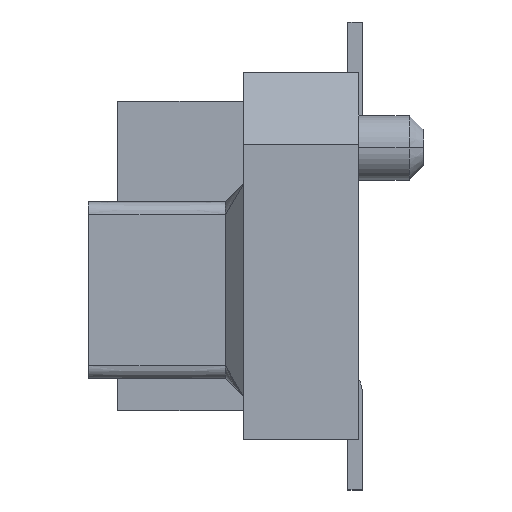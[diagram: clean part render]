
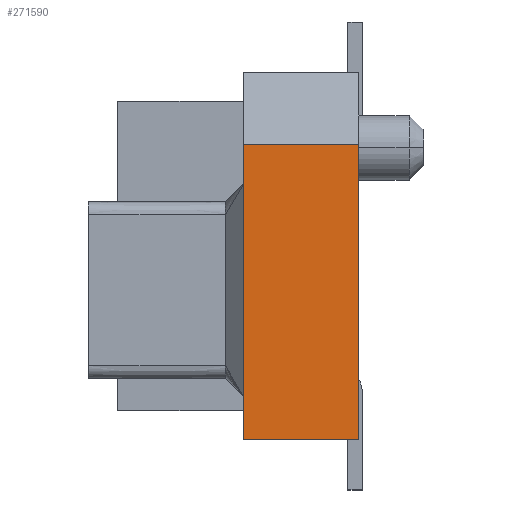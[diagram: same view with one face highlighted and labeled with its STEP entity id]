
A CAD part, left-side view. The second image highlights one B-rep face of the part: STEP entity #271590.
In plain terms, the highlighted planar face has unit normal (-1, 0, 0).
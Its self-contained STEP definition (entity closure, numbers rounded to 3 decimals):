
#112000=CARTESIAN_POINT('',(12.,-1.,-2.55));
#112010=VERTEX_POINT('',#112000);
#112040=CARTESIAN_POINT('',(12.,-1.,0.));
#112050=DIRECTION('',(0.,0.,1.));
#112060=VECTOR('',#112050,1.);
#112070=LINE('',#112040,#112060);
#112080=CARTESIAN_POINT('',(12.,-1.,1.55));
#112090=VERTEX_POINT('',#112080);
#112100=EDGE_CURVE('',#112010,#112090,#112070,.T.);
#190630=CARTESIAN_POINT('',(12.,0.6,1.55));
#190640=VERTEX_POINT('',#190630);
#190670=CARTESIAN_POINT('',(12.,0.6,0.));
#190680=DIRECTION('',(0.,0.,-1.));
#190690=VECTOR('',#190680,1.);
#190700=LINE('',#190670,#190690);
#190710=CARTESIAN_POINT('',(12.,0.6,-2.55));
#190720=VERTEX_POINT('',#190710);
#190730=EDGE_CURVE('',#190640,#190720,#190700,.T.);
#252020=CARTESIAN_POINT('',(12.,0.,-2.55));
#252030=DIRECTION('',(0.,-1.,0.));
#252040=VECTOR('',#252030,1.);
#252050=LINE('',#252020,#252040);
#252060=EDGE_CURVE('',#190720,#112010,#252050,.T.);
#271370=CARTESIAN_POINT('',(12.,0.,1.55));
#271380=DIRECTION('',(0.,1.,0.));
#271390=VECTOR('',#271380,1.);
#271400=LINE('',#271370,#271390);
#271410=EDGE_CURVE('',#112090,#190640,#271400,.T.);
#271480=CARTESIAN_POINT('',(12.,0.3,-0.5));
#271490=DIRECTION('',(-1.,0.,0.));
#271500=DIRECTION('',(0.,0.,1.));
#271510=AXIS2_PLACEMENT_3D('',#271480,#271490,#271500);
#271520=PLANE('',#271510);
#271530=ORIENTED_EDGE('',*,*,#112100,.T.);
#271540=ORIENTED_EDGE('',*,*,#252060,.T.);
#271550=ORIENTED_EDGE('',*,*,#190730,.T.);
#271560=ORIENTED_EDGE('',*,*,#271410,.T.);
#271570=EDGE_LOOP('',(#271560,#271550,#271540,#271530));
#271580=FACE_OUTER_BOUND('',#271570,.T.);
#271590=ADVANCED_FACE('',(#271580),#271520,.T.);
